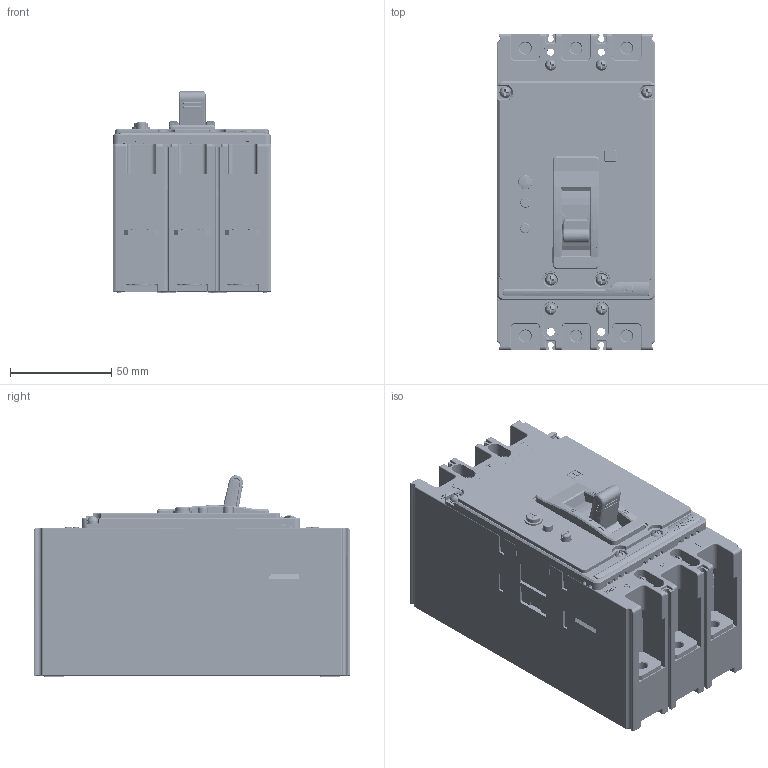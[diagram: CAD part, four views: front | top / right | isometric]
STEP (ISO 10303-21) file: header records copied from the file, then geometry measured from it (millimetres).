
FILE_DESCRIPTION((''),'2;1');
FILE_NAME('NXMLE-125H_3P_ASM','2019-10-28T',('sxqing'),(''),'CREO PARAMETRIC BY PTC INC, 2018070','CREO PARAMETRIC BY PTC INC, 2018070','');
FILE_SCHEMA(('CONFIG_CONTROL_DESIGN'));
Products named in the file (34): 8ZTD-024-830_3; AM3X8_GB809-1_2; 5ZTD-024-830_ASM_2_ASM; 8ZTD5851376_2; 125HJINGLIANJIEBAN_ASM_3_ASM; 8ZTD5851382_2; 8ZTD7422015_2; 8ZTD7422017_2; 8ZTD-150-009_2; 8ZTD315481_4; AM3X6_GB809-1_2; 5ZTD315481_ASM_2_ASM; 8ZTD310470_5; 8ZTD-253-636_2; LOGO-CHINT-3PXX_2; M3X12_GB823__2; D3_GB9074_26__2; D3_GB9074_24__2; M3X8_ASM_2_ASM; M3X25_GB823__2; M3X25_ASM_2_ASM; 8-253-674_2; NXM-125-SHOUBIN_5; GAI-125LES3P_ASM_4_ASM; 8ZTD7422047_2; M2-5X8_GB823__2; M2-5X8_ASM_2_ASM; 8ZTD743023_2; 8ZTD7422020_2; M6X16-ZUHE_ASM_2_ASM; ANNIU_2; 8-253-709_2; NXMLE-125H3P_ASM_6_ASM; NXMLE-125H_3P_ASM
Assembly tree (81 placements, depth 5):
  NXMLE-125H_3P_ASM
    NXMLE-125H3P_ASM_6_ASM
      5ZTD-024-830_ASM_2_ASM
        8ZTD-024-830_3
        AM3X8_GB809-1_2  x4
      125HJINGLIANJIEBAN_ASM_3_ASM  x3
        8ZTD5851376_2
      8ZTD5851382_2  x3
      8ZTD7422015_2  x3
      8ZTD7422017_2  x3
      8ZTD-150-009_2  x2
      GAI-125LES3P_ASM_4_ASM
        5ZTD315481_ASM_2_ASM
          8ZTD315481_4
          AM3X6_GB809-1_2  x4
        8ZTD310470_5
        8ZTD-253-636_2
        LOGO-CHINT-3PXX_2
        M3X8_ASM_2_ASM  x4
          M3X12_GB823__2
          D3_GB9074_26__2
          D3_GB9074_24__2
        M3X25_ASM_2_ASM  x4
          M3X25_GB823__2
          D3_GB9074_26__2
          D3_GB9074_24__2
        8-253-674_2
        NXM-125-SHOUBIN_5
      8ZTD7422047_2
      M2-5X8_ASM_2_ASM  x12
        M2-5X8_GB823__2
        D3_GB9074_26__2
        D3_GB9074_24__2
      8ZTD743023_2  x6
      8ZTD7422020_2  x3
      M6X16-ZUHE_ASM_2_ASM  x6
      ANNIU_2
      8-253-709_2
Bounding box: 78 x 156 x 99.3 mm (x, y, z)
Volume: 1167624.6 mm3; surface area: 235419.1 mm2
Topology: 101 solids, 101 shells, 5955 faces, 16592 edges, 10934 vertices
Faces by surface type: plane 3443, cylinder 1573, extrusion 232, torus 212, cone 200, bspline 175, sphere 120
Entity records: 152909 total; most frequent: CARTESIAN_POINT 32603, ORIENTED_EDGE 22718, DIRECTION 21207, EDGE_CURVE 11359, VERTEX_POINT 7473, VECTOR 7387, LINE 7155, AXIS2_PLACEMENT_3D 6910
